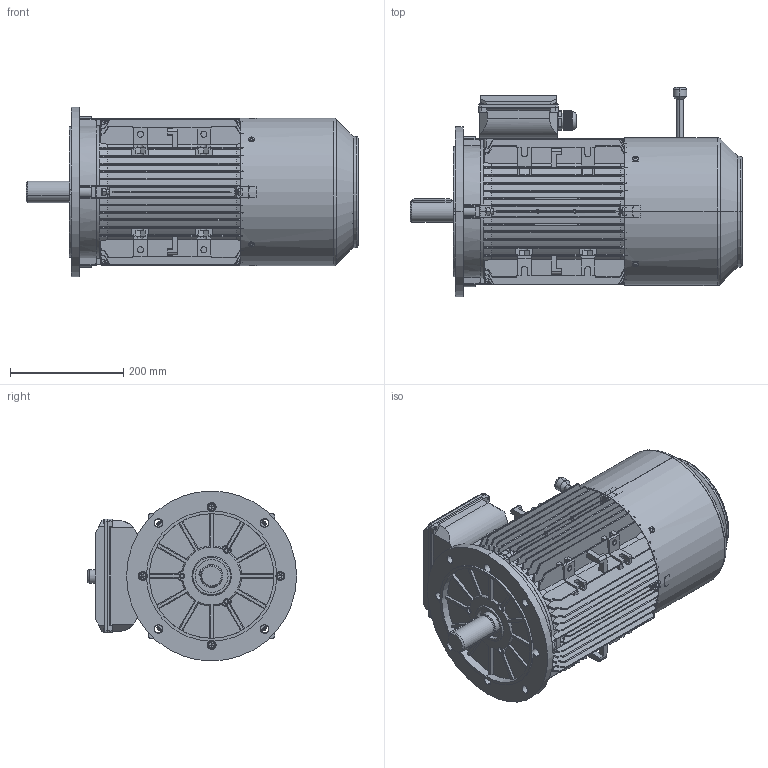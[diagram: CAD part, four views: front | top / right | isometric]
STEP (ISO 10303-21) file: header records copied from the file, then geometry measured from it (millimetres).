
FILE_DESCRIPTION (( 'STEP AP203' ), '1' );
FILE_NAME ('TB132M B5(ML諉盄碟ｊ倰).STEP', '2021-12-02T02:59:10', ( '' ), ( '' ), 'SwSTEP 2.0', 'SolidWorks 2014', '' );
FILE_SCHEMA (( 'CONFIG_CONTROL_DESIGN' ));
Length unit declared in the file: millimetre
Products named in the file (16): TB132M蛌粣; TB132M B5(ML諉盄碟ｊ倰); TB132綴裔; 112-132堤盄蹟杶; Cross recessed thread forming screws GB_GB_CROSS_SCREWS_TYPE138 M5X12-N; ML100-ML112諉盄碟裔(臏); T132M儂褲; TB132瑞欶; Hexagon socket head cap screws GB_GB_FASTENER_SCREWS_HSHCS M8X35-N; Cross recessed thread forming screws GB_GB_CROSS_SCREWS_TYPE138 M4X10-N; Plain parallel keys_GB_CONNECTING_PIECE_KEYS_CSK 10X70; ML112諉盄碟蚾饜极; TA132B5楊擘1; 112怢宒瑞珔; Hexagon nuts grade C GB_GB_FASTENER_NUT_SNC1 M8-N; ML100-ML112諉盄碟釱(臏)
Assembly tree (35 placements, depth 3):
  TB132M B5(ML諉盄碟ｊ倰)
    T132M儂褲
    TA132B5楊擘1
    TB132綴裔
    Hexagon socket head cap screws GB_GB_FASTENER_SCREWS_HSHCS M8X35-N  x8
    Hexagon nuts grade C GB_GB_FASTENER_NUT_SNC1 M8-N  x8
    Cross recessed thread forming screws GB_GB_CROSS_SCREWS_TYPE138 M5X12-N  x4
    Plain parallel keys_GB_CONNECTING_PIECE_KEYS_CSK 10X70
    TB132M蛌粣
    TB132瑞欶
    112怢宒瑞珔
    ML112諉盄碟蚾饜极
      112-132堤盄蹟杶
      Cross recessed thread forming screws GB_GB_CROSS_SCREWS_TYPE138 M4X10-N  x4
      ML100-ML112諉盄碟釱(臏)
      ML100-ML112諉盄碟裔(臏)
Bounding box: 586 x 369.15 x 300 mm (x, y, z)
Volume: 4292160 mm3; surface area: 2102781.6 mm2
Topology: 35 solids, 35 shells, 5178 faces, 14039 edges, 8894 vertices
Faces by surface type: plane 2692, cylinder 1244, bspline 687, cone 352, torus 187, sphere 16
Entity records: 179855 total; most frequent: CARTESIAN_POINT 64761, ORIENTED_EDGE 25730, DIRECTION 20450, EDGE_CURVE 12865, VERTEX_POINT 8259, LINE 7146, VECTOR 7146, AXIS2_PLACEMENT_3D 6652
